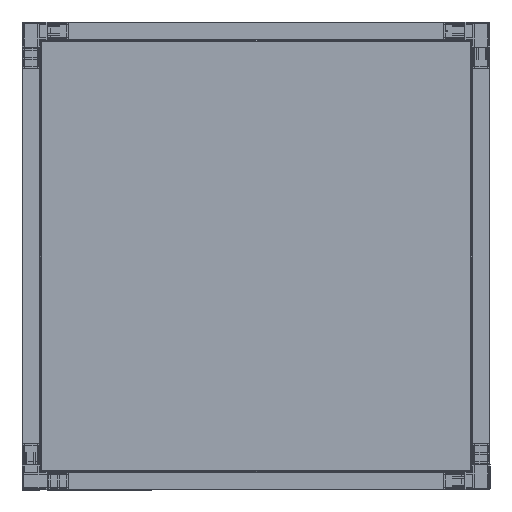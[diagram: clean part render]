
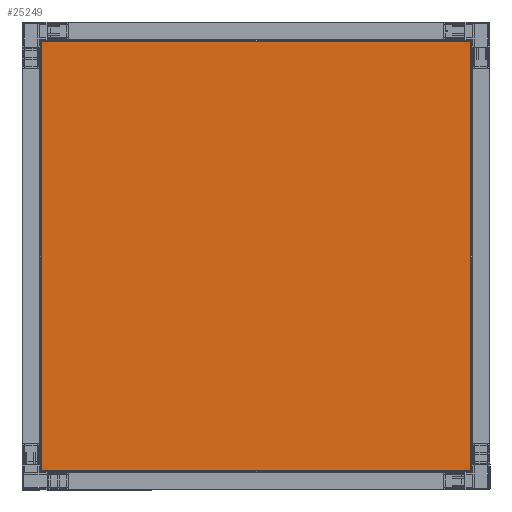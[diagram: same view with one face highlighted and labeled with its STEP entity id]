
A CAD part, left-side view. The second image highlights one B-rep face of the part: STEP entity #25249.
In plain terms, the highlighted planar face has unit normal (-1, 0, 0).
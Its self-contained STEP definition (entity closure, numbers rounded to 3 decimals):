
#4743 = EDGE_CURVE ( 'NONE', #65284, #101251, #44096, .T. ) ;
#5036 = CARTESIAN_POINT ( 'NONE',  ( -177.157, -579.125, 601.763 ) ) ;
#12992 = EDGE_CURVE ( 'NONE', #71546, #65284, #69419, .T. ) ;
#19931 = DIRECTION ( 'NONE',  ( 0., 0., 1. ) ) ;
#21123 = CARTESIAN_POINT ( 'NONE',  ( -177.157, -579.72, 601.763 ) ) ;
#24391 = CARTESIAN_POINT ( 'NONE',  ( -177.157, -579.125, -601.763 ) ) ;
#25228 = VECTOR ( 'NONE', #19931, 1000. ) ;
#25249 = ADVANCED_FACE ( 'NONE', ( #108754 ), #75455, .T. ) ;
#25345 = ORIENTED_EDGE ( 'NONE', *, *, #62451, .T. ) ;
#32436 = VECTOR ( 'NONE', #120144, 1000. ) ;
#34484 = CARTESIAN_POINT ( 'NONE',  ( -177.157, 626.639, 604. ) ) ;
#37524 = CARTESIAN_POINT ( 'NONE',  ( -177.157, 624.402, -601.763 ) ) ;
#43483 = LINE ( 'NONE', #62262, #25228 ) ;
#44096 = LINE ( 'NONE', #65634, #75353 ) ;
#53257 = DIRECTION ( 'NONE',  ( 0., 1., 0. ) ) ;
#62262 = CARTESIAN_POINT ( 'NONE',  ( -177.157, -579.125, -602.359 ) ) ;
#62451 = EDGE_CURVE ( 'NONE', #101251, #102732, #43483, .T. ) ;
#62633 = EDGE_LOOP ( 'NONE', ( #25345, #123526, #107832, #116951 ) ) ;
#62753 = LINE ( 'NONE', #21123, #123545 ) ;
#65284 = VERTEX_POINT ( 'NONE', #37524 ) ;
#65634 = CARTESIAN_POINT ( 'NONE',  ( -177.157, 624.997, -601.763 ) ) ;
#69419 = LINE ( 'NONE', #109725, #32436 ) ;
#71546 = VERTEX_POINT ( 'NONE', #99129 ) ;
#75353 = VECTOR ( 'NONE', #107974, 1000. ) ;
#75455 = PLANE ( 'NONE',  #105614 ) ;
#98333 = DIRECTION ( 'NONE',  ( -1., 0., 0. ) ) ;
#99129 = CARTESIAN_POINT ( 'NONE',  ( -177.157, 624.402, 601.763 ) ) ;
#101251 = VERTEX_POINT ( 'NONE', #24391 ) ;
#102732 = VERTEX_POINT ( 'NONE', #5036 ) ;
#105614 = AXIS2_PLACEMENT_3D ( 'NONE', #34484, #98333, #53257 ) ;
#106450 = DIRECTION ( 'NONE',  ( 0., 1., 0. ) ) ;
#107832 = ORIENTED_EDGE ( 'NONE', *, *, #12992, .T. ) ;
#107974 = DIRECTION ( 'NONE',  ( 0., -1., 0. ) ) ;
#108754 = FACE_OUTER_BOUND ( 'NONE', #62633, .T. ) ;
#109725 = CARTESIAN_POINT ( 'NONE',  ( -177.157, 624.402, 602.359 ) ) ;
#116951 = ORIENTED_EDGE ( 'NONE', *, *, #4743, .T. ) ;
#120144 = DIRECTION ( 'NONE',  ( 0., 0., -1. ) ) ;
#123526 = ORIENTED_EDGE ( 'NONE', *, *, #125929, .T. ) ;
#123545 = VECTOR ( 'NONE', #106450, 1000. ) ;
#125929 = EDGE_CURVE ( 'NONE', #102732, #71546, #62753, .T. ) ;
